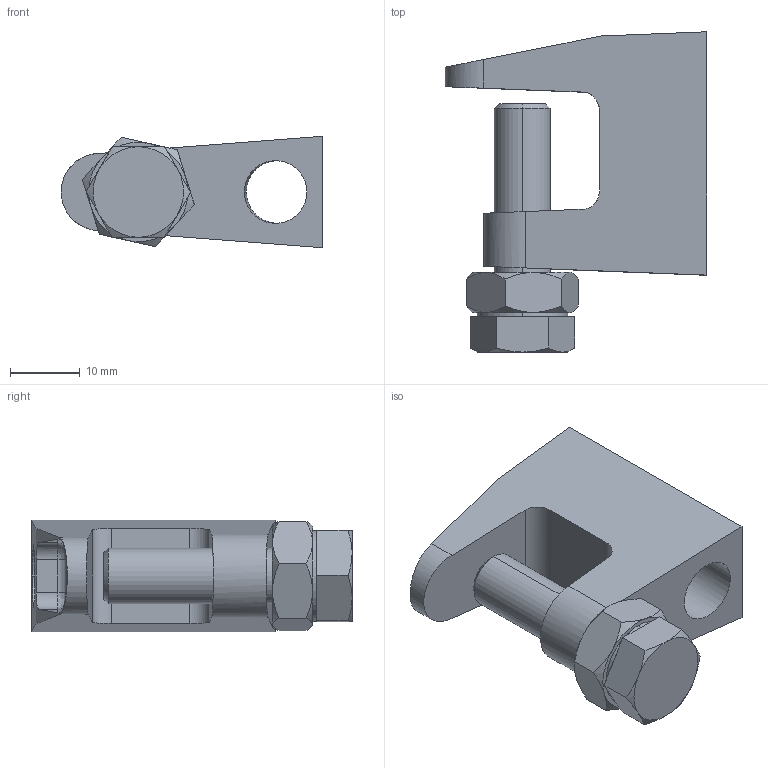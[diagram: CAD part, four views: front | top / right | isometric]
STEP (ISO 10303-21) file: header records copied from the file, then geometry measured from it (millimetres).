
FILE_DESCRIPTION (( 'STEP AP214' ), '1' );
FILE_NAME ('R861-104.STEP', '2024-08-30T11:36:00', ( '' ), ( '' ), 'SwSTEP 2.0', 'SolidWorks 2024', '' );
FILE_SCHEMA (( 'AUTOMOTIVE_DESIGN' ));
Length unit declared in the file: millimetre
Products named in the file (1): R861-104
Bounding box: 37.56 x 45.98 x 16 mm (x, y, z)
Volume: 9934.5 mm3; surface area: 6727.9 mm2
Topology: 3 solids, 3 shells, 128 faces, 300 edges, 178 vertices
Faces by surface type: plane 42, cone 40, cylinder 26, bspline 20
Entity records: 4717 total; most frequent: CARTESIAN_POINT 2016, ORIENTED_EDGE 600, DIRECTION 496, EDGE_CURVE 300, AXIS2_PLACEMENT_3D 187, VERTEX_POINT 178, EDGE_LOOP 136, ADVANCED_FACE 128
